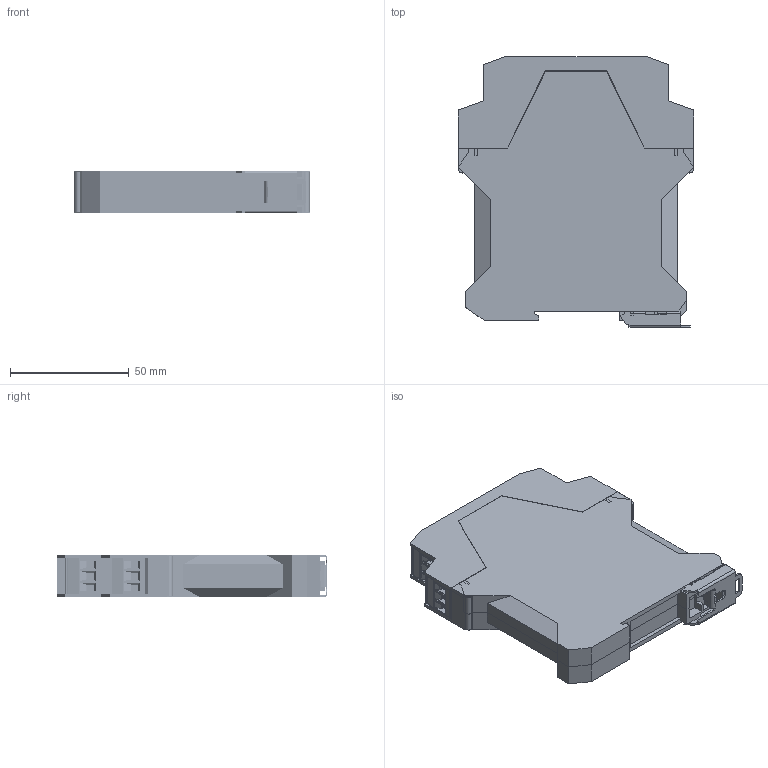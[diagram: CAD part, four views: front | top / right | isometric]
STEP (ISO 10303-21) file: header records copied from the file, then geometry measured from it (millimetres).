
FILE_DESCRIPTION((''),'2;1');
FILE_NAME('PRT0002','2022-10-21T',('dell'),(''),'PRO/ENGINEER BY PARAMETRIC TECHNOLOGY CORPORATION, 2013230','PRO/ENGINEER BY PARAMETRIC TECHNOLOGY CORPORATION, 2013230','');
FILE_SCHEMA(('CONFIG_CONTROL_DESIGN'));
Products named in the file (1): PRT0002
Bounding box: 99 x 114 x 17.6 mm (x, y, z)
Volume: 32282.2 mm3; surface area: 70877.2 mm2
Topology: 2 solids, 3 shells, 4187 faces, 12315 edges, 8052 vertices
Faces by surface type: plane 2773, cylinder 1174, bspline 144, cone 96
Entity records: 178237 total; most frequent: CARTESIAN_POINT 67336, ORIENTED_EDGE 24630, DIRECTION 21227, EDGE_CURVE 12315, VECTOR 9173, LINE 9173, VERTEX_POINT 8052, AXIS2_PLACEMENT_3D 6027
